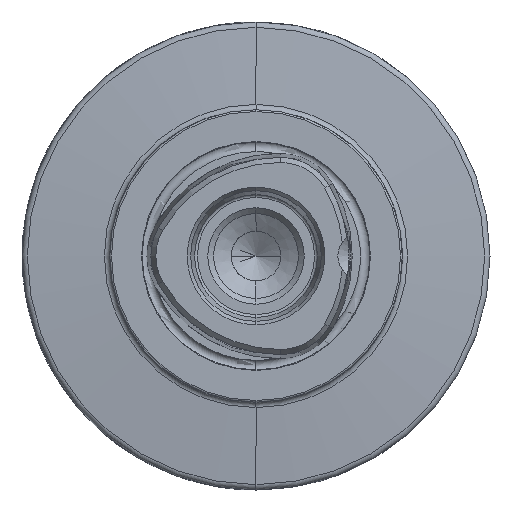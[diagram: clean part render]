
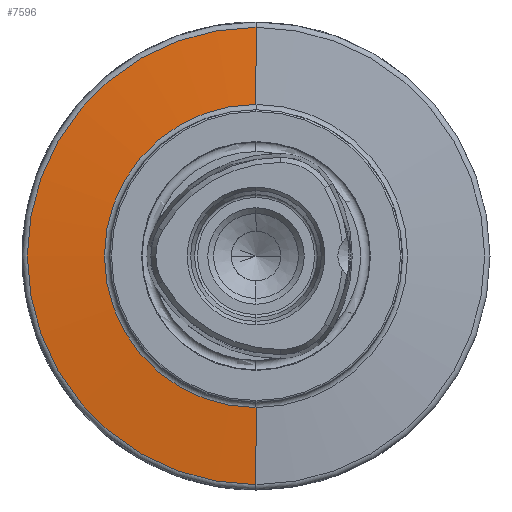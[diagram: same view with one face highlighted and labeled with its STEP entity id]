
A CAD part, left-side view. The second image highlights one B-rep face of the part: STEP entity #7596.
In plain terms, the highlighted conical face has half-angle 85 degrees and reference radius 39.087 mm.
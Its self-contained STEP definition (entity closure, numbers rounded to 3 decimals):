
#785 = AXIS2_PLACEMENT_3D ( 'NONE', #11032, #8209, #9213 ) ;
#911 = DIRECTION ( 'NONE',  ( -1., 0., 0. ) ) ;
#1353 = ORIENTED_EDGE ( 'NONE', *, *, #6139, .T. ) ;
#1665 = DIRECTION ( 'NONE',  ( 0.087, 0., -0.996 ) ) ;
#2011 = VERTEX_POINT ( 'NONE', #7023 ) ;
#2603 = EDGE_CURVE ( 'NONE', #11460, #2011, #11655, .T. ) ;
#2767 = VECTOR ( 'NONE', #1665, 1000. ) ;
#3118 = AXIS2_PLACEMENT_3D ( 'NONE', #3704, #911, #5418 ) ;
#3243 = CARTESIAN_POINT ( 'NONE',  ( 22.149, 0., 39.087 ) ) ;
#3704 = CARTESIAN_POINT ( 'NONE',  ( 22.149, 0., 0. ) ) ;
#4192 = ORIENTED_EDGE ( 'NONE', *, *, #9441, .F. ) ;
#4233 = ORIENTED_EDGE ( 'NONE', *, *, #6381, .T. ) ;
#5014 = VECTOR ( 'NONE', #9487, 1000. ) ;
#5418 = DIRECTION ( 'NONE',  ( 0., 0., 1. ) ) ;
#5510 = DIRECTION ( 'NONE',  ( -1., 0., 0. ) ) ;
#5575 = CIRCLE ( 'NONE', #3118, 39.087 ) ;
#5706 = EDGE_LOOP ( 'NONE', ( #4192, #1353, #4233, #9654 ) ) ;
#6139 = EDGE_CURVE ( 'NONE', #10147, #10704, #7598, .T. ) ;
#6381 = EDGE_CURVE ( 'NONE', #10704, #2011, #5575, .T. ) ;
#6387 = CARTESIAN_POINT ( 'NONE',  ( 20.996, 0., -25.913 ) ) ;
#6532 = CIRCLE ( 'NONE', #7082, 25.913 ) ;
#7023 = CARTESIAN_POINT ( 'NONE',  ( 22.149, 0., -39.087 ) ) ;
#7082 = AXIS2_PLACEMENT_3D ( 'NONE', #7325, #5510, #7251 ) ;
#7251 = DIRECTION ( 'NONE',  ( 0., 0., 1. ) ) ;
#7325 = CARTESIAN_POINT ( 'NONE',  ( 20.996, 0., 0. ) ) ;
#7596 = ADVANCED_FACE ( 'NONE', ( #7863 ), #10391, .T. ) ;
#7598 = LINE ( 'NONE', #3243, #5014 ) ;
#7863 = FACE_OUTER_BOUND ( 'NONE', #5706, .T. ) ;
#8209 = DIRECTION ( 'NONE',  ( 1., 0., 0. ) ) ;
#9213 = DIRECTION ( 'NONE',  ( 0., 0., -1. ) ) ;
#9441 = EDGE_CURVE ( 'NONE', #10147, #11460, #6532, .T. ) ;
#9487 = DIRECTION ( 'NONE',  ( 0.087, 0., 0.996 ) ) ;
#9654 = ORIENTED_EDGE ( 'NONE', *, *, #2603, .F. ) ;
#9749 = CARTESIAN_POINT ( 'NONE',  ( 22.149, 0., -39.087 ) ) ;
#10147 = VERTEX_POINT ( 'NONE', #10797 ) ;
#10391 = CONICAL_SURFACE ( 'NONE', #785, 39.087, 1.484 ) ;
#10704 = VERTEX_POINT ( 'NONE', #11386 ) ;
#10797 = CARTESIAN_POINT ( 'NONE',  ( 20.996, 0., 25.913 ) ) ;
#11032 = CARTESIAN_POINT ( 'NONE',  ( 22.149, 0., 0. ) ) ;
#11386 = CARTESIAN_POINT ( 'NONE',  ( 22.149, 0., 39.087 ) ) ;
#11460 = VERTEX_POINT ( 'NONE', #6387 ) ;
#11655 = LINE ( 'NONE', #9749, #2767 ) ;
